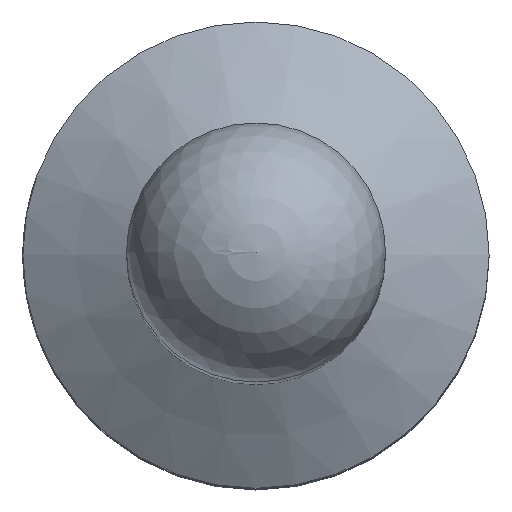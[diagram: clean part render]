
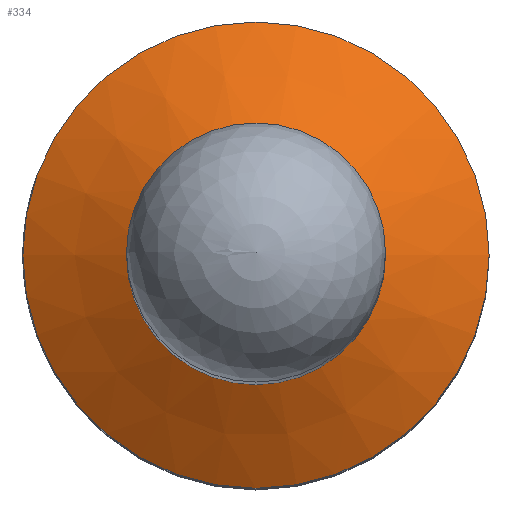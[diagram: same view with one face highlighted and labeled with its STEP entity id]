
A CAD part, top view. The second image highlights one B-rep face of the part: STEP entity #334.
In plain terms, the highlighted conical face has half-angle 60 degrees and reference radius 1.35 mm.
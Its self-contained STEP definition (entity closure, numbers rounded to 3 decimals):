
#329=CONICAL_SURFACE('',#2791,1.35,60.);
#334=ADVANCED_FACE('',(#517,#518),#329,.T.);
#517=FACE_BOUND('',#569,.T.);
#518=FACE_BOUND('',#570,.T.);
#569=EDGE_LOOP('',(#773));
#570=EDGE_LOOP('',(#774));
#773=ORIENTED_EDGE('',*,*,#1512,.T.);
#774=ORIENTED_EDGE('',*,*,#1500,.T.);
#1309=VERTEX_POINT('',#4007);
#1321=VERTEX_POINT('',#4131);
#1500=EDGE_CURVE('',#1309,#1309,#1782,.T.);
#1512=EDGE_CURVE('',#1321,#1321,#1785,.T.);
#1782=CIRCLE('',#2786,2.25);
#1785=CIRCLE('',#2790,1.25);
#2786=AXIS2_PLACEMENT_3D('',#4006,#3155,#3156);
#2790=AXIS2_PLACEMENT_3D('',#4130,#3168,#3169);
#2791=AXIS2_PLACEMENT_3D('',#4132,#3170,#3171);
#3155=DIRECTION('',(0.,0.,1.));
#3156=DIRECTION('',(-1.,0.,0.));
#3168=DIRECTION('',(0.,0.,-1.));
#3169=DIRECTION('',(-1.,0.,0.));
#3170=DIRECTION('',(0.,0.,-1.));
#3171=DIRECTION('',(-1.,0.,0.));
#4006=CARTESIAN_POINT('',(0.,0.,9.323));
#4007=CARTESIAN_POINT('',(-2.25,0.,9.323));
#4130=CARTESIAN_POINT('',(0.,0.,9.9));
#4131=CARTESIAN_POINT('',(-1.25,0.,9.9));
#4132=CARTESIAN_POINT('',(0.,0.,9.842));
